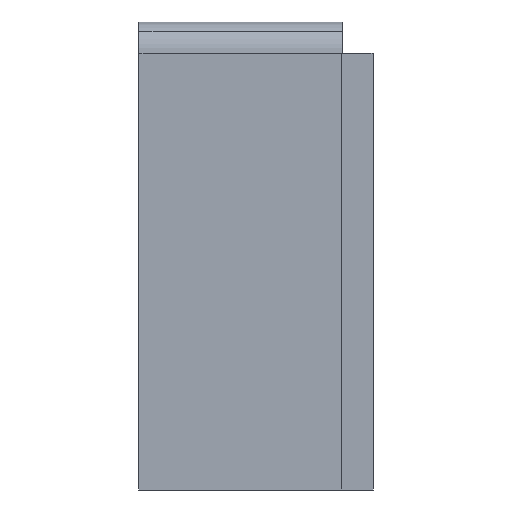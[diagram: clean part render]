
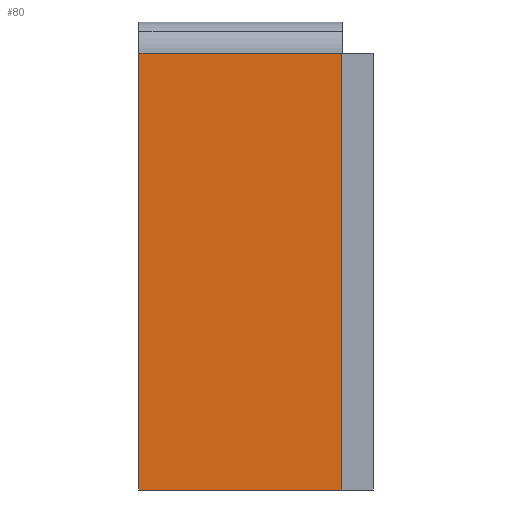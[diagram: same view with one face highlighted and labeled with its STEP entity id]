
A CAD part, left-side view. The second image highlights one B-rep face of the part: STEP entity #80.
In plain terms, the highlighted planar face has unit normal (-1, 0, 0).
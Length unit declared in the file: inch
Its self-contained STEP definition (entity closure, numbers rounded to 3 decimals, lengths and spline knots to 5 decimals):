
#80=ADVANCED_FACE('',(#183),#184,.F.);
#183=FACE_OUTER_BOUND('',#324,.T.);
#184=PLANE('',#325);
#324=EDGE_LOOP('',(#594,#595,#596,#597));
#325=AXIS2_PLACEMENT_3D('',#598,#599,#600);
#594=ORIENTED_EDGE('',*,*,#826,.F.);
#595=ORIENTED_EDGE('',*,*,#859,.T.);
#596=ORIENTED_EDGE('',*,*,#860,.T.);
#597=ORIENTED_EDGE('',*,*,#861,.T.);
#598=CARTESIAN_POINT('',(1.62195,1.06097,1.74672));
#599=DIRECTION('',(1.0,0.0,0.0));
#600=DIRECTION('',(0.0,0.0,-1.0));
#826=EDGE_CURVE('',#973,#975,#976,.T.);
#859=EDGE_CURVE('',#973,#1027,#1028,.T.);
#860=EDGE_CURVE('',#1027,#1029,#1030,.T.);
#861=EDGE_CURVE('',#1029,#975,#1031,.T.);
#973=VERTEX_POINT('',#1204);
#975=VERTEX_POINT('',#1207);
#976=LINE('',#1208,#1209);
#1027=VERTEX_POINT('',#1280);
#1028=LINE('',#1281,#1282);
#1029=VERTEX_POINT('',#1283);
#1030=LINE('',#1284,#1285);
#1031=LINE('',#1286,#1287);
#1204=CARTESIAN_POINT('',(1.62195,0.25,3.49344));
#1207=CARTESIAN_POINT('',(1.62195,0.25,0.0));
#1208=CARTESIAN_POINT('',(1.62195,0.25,3.49344));
#1209=VECTOR('',#1494,1.0);
#1280=CARTESIAN_POINT('',(1.62195,1.87195,3.49344));
#1281=CARTESIAN_POINT('',(1.62195,1.74718,3.49344));
#1282=VECTOR('',#1530,1.);
#1283=CARTESIAN_POINT('',(1.62195,1.87195,0.0));
#1284=CARTESIAN_POINT('',(1.62195,1.87195,3.49344));
#1285=VECTOR('',#1531,1.0);
#1286=CARTESIAN_POINT('',(1.62195,1.87195,0.0));
#1287=VECTOR('',#1532,1.);
#1494=DIRECTION('',(0.0,0.0,-1.0));
#1530=DIRECTION('',(0.0,1.0,0.0));
#1531=DIRECTION('',(0.0,0.0,-1.0));
#1532=DIRECTION('',(0.0,-1.0,0.0));
